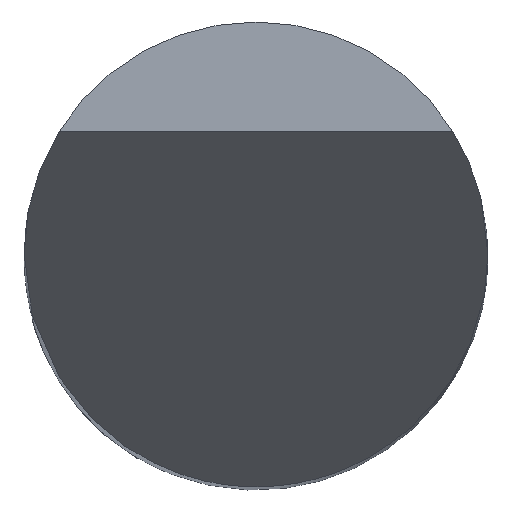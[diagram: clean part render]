
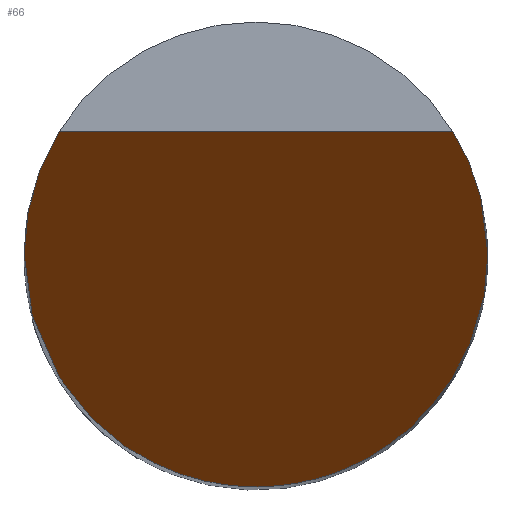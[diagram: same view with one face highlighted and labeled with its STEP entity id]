
A CAD part, top view. The second image highlights one B-rep face of the part: STEP entity #66.
In plain terms, the highlighted planar face has unit normal (0, -0.866, 0.5).
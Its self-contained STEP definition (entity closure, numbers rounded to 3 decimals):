
#49=PLANE('',#541);
#66=ADVANCED_FACE('',(#102),#49,.F.);
#102=FACE_OUTER_BOUND('',#129,.T.);
#129=EDGE_LOOP('',(#253,#254,#255,#256));
#176=LINE('',#867,#201);
#201=VECTOR('',#601,1.);
#253=ORIENTED_EDGE('',*,*,#403,.T.);
#254=ORIENTED_EDGE('',*,*,#415,.T.);
#255=ORIENTED_EDGE('',*,*,#405,.T.);
#256=ORIENTED_EDGE('',*,*,#426,.T.);
#358=VERTEX_POINT('',#759);
#359=VERTEX_POINT('',#764);
#360=VERTEX_POINT('',#766);
#361=VERTEX_POINT('',#771);
#403=EDGE_CURVE('',#359,#358,#482,.T.);
#405=EDGE_CURVE('',#361,#360,#483,.T.);
#415=EDGE_CURVE('',#358,#361,#487,.T.);
#426=EDGE_CURVE('',#360,#359,#176,.T.);
#482=(
BOUNDED_CURVE()
B_SPLINE_CURVE(3,(#760,#761,#762,#763),.UNSPECIFIED.,.F.,.F.)
B_SPLINE_CURVE_WITH_KNOTS((4,4),(0.,1.),.UNSPECIFIED.)
CURVE()
GEOMETRIC_REPRESENTATION_ITEM()
RATIONAL_B_SPLINE_CURVE((1.,0.974,0.974,1.))
REPRESENTATION_ITEM('')
);
#483=(
BOUNDED_CURVE()
B_SPLINE_CURVE(3,(#767,#768,#769,#770),.UNSPECIFIED.,.F.,.F.)
B_SPLINE_CURVE_WITH_KNOTS((4,4),(0.,1.),.UNSPECIFIED.)
CURVE()
GEOMETRIC_REPRESENTATION_ITEM()
RATIONAL_B_SPLINE_CURVE((1.,0.974,0.974,1.))
REPRESENTATION_ITEM('')
);
#487=(
BOUNDED_CURVE()
B_SPLINE_CURVE(3,(#820,#821,#822,#823),.UNSPECIFIED.,.F.,.F.)
B_SPLINE_CURVE_WITH_KNOTS((4,4),(0.,1.),.UNSPECIFIED.)
CURVE()
GEOMETRIC_REPRESENTATION_ITEM()
RATIONAL_B_SPLINE_CURVE((1.,0.333,0.333,1.))
REPRESENTATION_ITEM('')
);
#541=AXIS2_PLACEMENT_3D('',#869,#604,#605);
#601=DIRECTION('',(-1.,0.,0.));
#604=DIRECTION('',(0.,0.866,-0.5));
#605=DIRECTION('',(0.,0.5,0.866));
#759=CARTESIAN_POINT('',(-3.,0.,0.));
#760=CARTESIAN_POINT('',(-2.545,1.588,2.75));
#761=CARTESIAN_POINT('',(-2.844,1.108,1.92));
#762=CARTESIAN_POINT('',(-3.,0.565,0.979));
#763=CARTESIAN_POINT('',(-3.,0.,0.));
#764=CARTESIAN_POINT('',(-2.545,1.588,2.75));
#766=CARTESIAN_POINT('',(2.545,1.588,2.75));
#767=CARTESIAN_POINT('',(3.,0.,0.));
#768=CARTESIAN_POINT('',(3.,0.565,0.979));
#769=CARTESIAN_POINT('',(2.844,1.108,1.92));
#770=CARTESIAN_POINT('',(2.545,1.588,2.75));
#771=CARTESIAN_POINT('',(3.,0.,0.));
#820=CARTESIAN_POINT('',(-3.,0.,0.));
#821=CARTESIAN_POINT('',(-3.,-6.,-10.392));
#822=CARTESIAN_POINT('',(3.,-6.,-10.392));
#823=CARTESIAN_POINT('',(3.,0.,0.));
#867=CARTESIAN_POINT('',(0.,1.588,2.75));
#869=CARTESIAN_POINT('',(3.,-3.,-5.196));
